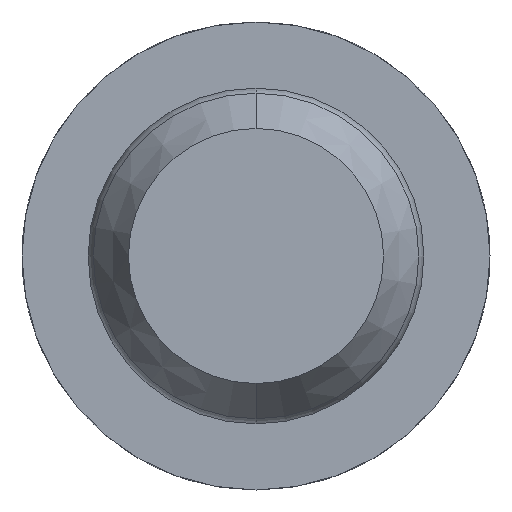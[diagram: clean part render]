
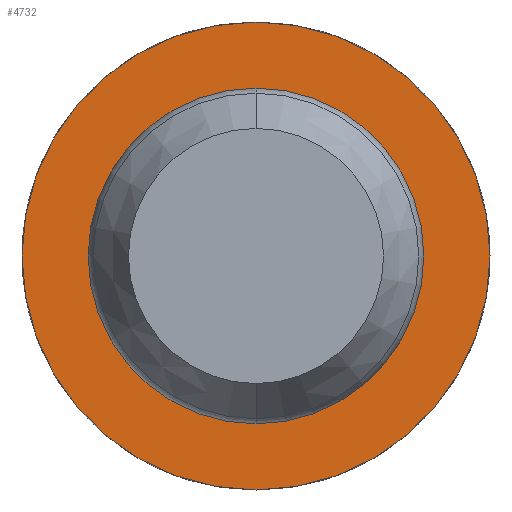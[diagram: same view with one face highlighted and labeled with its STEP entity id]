
A CAD part, front view. The second image highlights one B-rep face of the part: STEP entity #4732.
In plain terms, the highlighted planar face has unit normal (0, -1, 0).
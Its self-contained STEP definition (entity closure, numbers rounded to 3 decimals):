
#222 = AXIS2_PLACEMENT_3D ( 'NONE', #4397, #731, #2161 ) ;
#269 = CARTESIAN_POINT ( 'NONE',  ( 0., -10.5, 0. ) ) ;
#377 = VERTEX_POINT ( 'NONE', #2222 ) ;
#519 = ORIENTED_EDGE ( 'NONE', *, *, #2354, .F. ) ;
#586 = CARTESIAN_POINT ( 'NONE',  ( 0., -10.5, 0. ) ) ;
#731 = DIRECTION ( 'NONE',  ( 0., 1., 0. ) ) ;
#773 = DIRECTION ( 'NONE',  ( 0., 0., 1. ) ) ;
#829 = CARTESIAN_POINT ( 'NONE',  ( 0., -10.5, 0. ) ) ;
#833 = ORIENTED_EDGE ( 'NONE', *, *, #3890, .T. ) ;
#909 = ORIENTED_EDGE ( 'NONE', *, *, #1586, .F. ) ;
#1385 = AXIS2_PLACEMENT_3D ( 'NONE', #269, #2505, #3228 ) ;
#1586 = EDGE_CURVE ( 'Defeature ausgef�hrt3_3+Defeature ausgef�hrt3_4+Defeature ausgef�hrt3_4+Defeature ausgef�hrt3_4', #2447, #2632, #3480, .T. ) ;
#1639 = CARTESIAN_POINT ( 'NONE',  ( 0., -10.5, -0.825 ) ) ;
#1773 = AXIS2_PLACEMENT_3D ( 'NONE', #829, #2612, #773 ) ;
#1856 = EDGE_CURVE ( 'Defeature ausgef�hrt3_4+Defeature ausgef�hrt3_5+Defeature ausgef�hrt3_5+Defeature ausgef�hrt3_5', #377, #2287, #4466, .T. ) ;
#2044 = DIRECTION ( 'NONE',  ( 0., 1., 0. ) ) ;
#2074 = CIRCLE ( 'NONE', #3142, 0.825 ) ;
#2161 = DIRECTION ( 'NONE',  ( 0., 0., 1. ) ) ;
#2222 = CARTESIAN_POINT ( 'NONE',  ( 0., -10.5, 0.825 ) ) ;
#2287 = VERTEX_POINT ( 'NONE', #1639 ) ;
#2354 = EDGE_CURVE ( 'Defeature ausgef�hrt3_3+Defeature ausgef�hrt3_4+Defeature ausgef�hrt3_4+Defeature ausgef�hrt3_4', #2632, #2447, #2593, .T. ) ;
#2447 = VERTEX_POINT ( 'NONE', #4048 ) ;
#2505 = DIRECTION ( 'NONE',  ( 0., 1., 0. ) ) ;
#2593 = CIRCLE ( 'NONE', #1385, 1.15 ) ;
#2612 = DIRECTION ( 'NONE',  ( 0., 1., 0. ) ) ;
#2632 = VERTEX_POINT ( 'NONE', #3409 ) ;
#2761 = ORIENTED_EDGE ( 'NONE', *, *, #1856, .T. ) ;
#2768 = DIRECTION ( 'NONE',  ( 0., 0., 1. ) ) ;
#3024 = CARTESIAN_POINT ( 'NONE',  ( 0., -10.5, 0. ) ) ;
#3142 = AXIS2_PLACEMENT_3D ( 'NONE', #3024, #4522, #4548 ) ;
#3228 = DIRECTION ( 'NONE',  ( 0., 0., 1. ) ) ;
#3409 = CARTESIAN_POINT ( 'NONE',  ( 0., -10.5, 1.15 ) ) ;
#3480 = CIRCLE ( 'NONE', #4274, 1.15 ) ;
#3890 = EDGE_CURVE ( 'Defeature ausgef�hrt3_4+Defeature ausgef�hrt3_5+Defeature ausgef�hrt3_5+Defeature ausgef�hrt3_5', #2287, #377, #2074, .T. ) ;
#3957 = PLANE ( 'NONE',  #222 ) ;
#4048 = CARTESIAN_POINT ( 'NONE',  ( 0., -10.5, -1.15 ) ) ;
#4274 = AXIS2_PLACEMENT_3D ( 'NONE', #586, #2044, #2768 ) ;
#4275 = EDGE_LOOP ( 'NONE', ( #519, #909 ) ) ;
#4348 = EDGE_LOOP ( 'NONE', ( #2761, #833 ) ) ;
#4397 = CARTESIAN_POINT ( 'NONE',  ( 1.15, -10.5, 0. ) ) ;
#4466 = CIRCLE ( 'NONE', #1773, 0.825 ) ;
#4522 = DIRECTION ( 'NONE',  ( 0., 1., 0. ) ) ;
#4548 = DIRECTION ( 'NONE',  ( 0., 0., 1. ) ) ;
#4731 = FACE_BOUND ( 'NONE', #4348, .T. ) ;
#4732 = ADVANCED_FACE ( 'Defeature ausgef�hrt3_4', ( #4794, #4731 ), #3957, .F. ) ;
#4794 = FACE_OUTER_BOUND ( 'NONE', #4275, .T. ) ;
